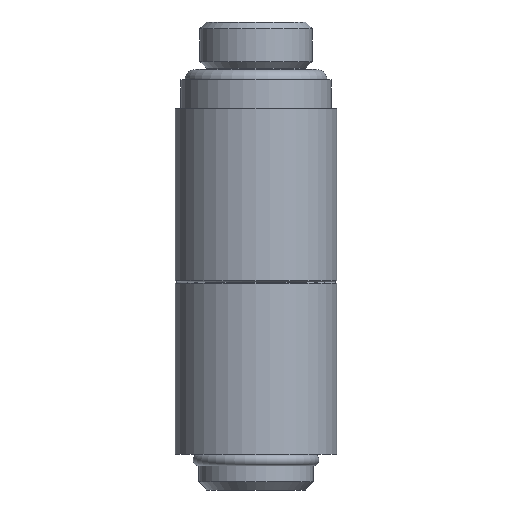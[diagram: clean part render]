
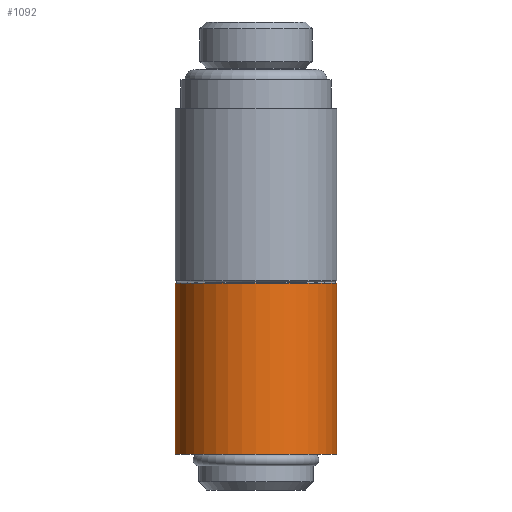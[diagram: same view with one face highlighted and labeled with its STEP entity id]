
A CAD part, front view. The second image highlights one B-rep face of the part: STEP entity #1092.
In plain terms, the highlighted cylindrical face has radius 7 mm (diameter 14 mm), a full revolution.
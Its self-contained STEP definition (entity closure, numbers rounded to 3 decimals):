
#84=B_SPLINE_CURVE_WITH_KNOTS('',3,(#1524,#1525,#1526,#1527,#1528,#1529,
#1530,#1531,#1532,#1533,#1534,#1535,#1536,#1537,#1538,#1539,#1540,#1541,
#1542,#1543,#1544,#1545,#1546),.UNSPECIFIED.,.T.,.F.,(1,1,1,1,1,1,1,1,1,
1,1,1,1,1,1,1,1,1,1,1,1,1,1,1,1,1,1),(-0.005,-0.002,
-0.001,0.,0.001,0.002,0.005,
0.007,0.009,0.011,0.014,
0.016,0.017,0.018,0.019,
0.02,0.023,0.025,0.027,
0.03,0.032,0.034,0.035,
0.036,0.037,0.039,0.041),
 .UNSPECIFIED.);
#101=ORIENTED_EDGE('',*,*,#247,.F.);
#102=ORIENTED_EDGE('',*,*,#248,.T.);
#103=ORIENTED_EDGE('',*,*,#249,.F.);
#247=EDGE_CURVE('',#320,#320,#383,.T.);
#248=EDGE_CURVE('',#321,#321,#384,.T.);
#249=EDGE_CURVE('',#322,#322,#84,.T.);
#320=VERTEX_POINT('',#1521);
#321=VERTEX_POINT('',#1523);
#322=VERTEX_POINT('',#1547);
#383=CIRCLE('',#1163,7.);
#384=CIRCLE('',#1164,7.);
#434=EDGE_LOOP('',(#101));
#435=EDGE_LOOP('',(#102));
#436=EDGE_LOOP('',(#103));
#547=FACE_BOUND('',#434,.T.);
#548=FACE_BOUND('',#435,.T.);
#549=FACE_BOUND('',#436,.T.);
#658=CYLINDRICAL_SURFACE('',#1162,7.);
#1092=ADVANCED_FACE('',(#547,#548,#549),#658,.T.);
#1162=AXIS2_PLACEMENT_3D('',#1519,#1284,#1285);
#1163=AXIS2_PLACEMENT_3D('',#1520,#1286,#1287);
#1164=AXIS2_PLACEMENT_3D('',#1522,#1288,#1289);
#1284=DIRECTION('',(0.,0.,1.));
#1285=DIRECTION('',(0.,-1.,0.));
#1286=DIRECTION('',(0.,0.,1.));
#1287=DIRECTION('',(0.,-1.,0.));
#1288=DIRECTION('',(0.,0.,1.));
#1289=DIRECTION('',(0.,-1.,0.));
#1519=CARTESIAN_POINT('',(0.,0.,22.5));
#1520=CARTESIAN_POINT('',(0.,0.,-0.115));
#1521=CARTESIAN_POINT('',(0.,-7.,-0.115));
#1522=CARTESIAN_POINT('',(0.,0.,-14.9));
#1523=CARTESIAN_POINT('',(0.,-7.,-14.9));
#1524=CARTESIAN_POINT('',(-5.419,4.436,-8.645));
#1525=CARTESIAN_POINT('',(-5.541,4.277,-7.499));
#1526=CARTESIAN_POINT('',(-5.419,4.435,-6.361));
#1527=CARTESIAN_POINT('',(-4.979,4.948,-4.985));
#1528=CARTESIAN_POINT('',(-4.021,5.819,-3.568));
#1529=CARTESIAN_POINT('',(-2.285,6.733,-2.335));
#1530=CARTESIAN_POINT('',(-0.009,7.131,-1.835));
#1531=CARTESIAN_POINT('',(2.26,6.741,-2.324));
#1532=CARTESIAN_POINT('',(4.014,5.826,-3.558));
#1533=CARTESIAN_POINT('',(4.975,4.952,-4.977));
#1534=CARTESIAN_POINT('',(5.418,4.437,-6.354));
#1535=CARTESIAN_POINT('',(5.541,4.277,-7.496));
#1536=CARTESIAN_POINT('',(5.42,4.435,-8.637));
#1537=CARTESIAN_POINT('',(4.981,4.946,-10.011));
#1538=CARTESIAN_POINT('',(4.024,5.818,-11.431));
#1539=CARTESIAN_POINT('',(2.284,6.733,-12.666));
#1540=CARTESIAN_POINT('',(0.012,7.131,-13.165));
#1541=CARTESIAN_POINT('',(-2.262,6.741,-12.676));
#1542=CARTESIAN_POINT('',(-4.014,5.825,-11.442));
#1543=CARTESIAN_POINT('',(-4.976,4.951,-10.022));
#1544=CARTESIAN_POINT('',(-5.419,4.436,-8.645));
#1545=CARTESIAN_POINT('',(-5.541,4.277,-7.499));
#1546=CARTESIAN_POINT('',(-5.419,4.435,-6.361));
#1547=CARTESIAN_POINT('',(-5.5,4.33,-7.5));
